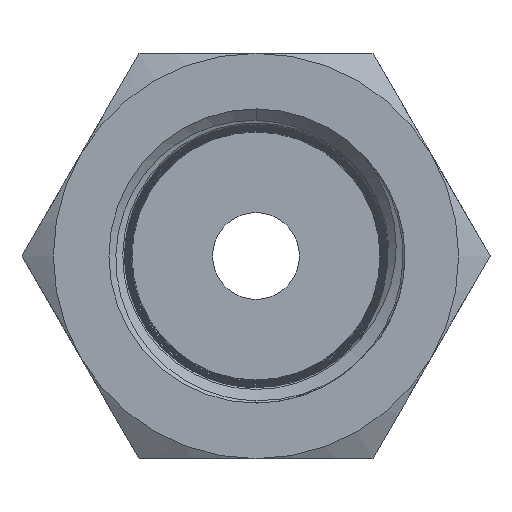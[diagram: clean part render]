
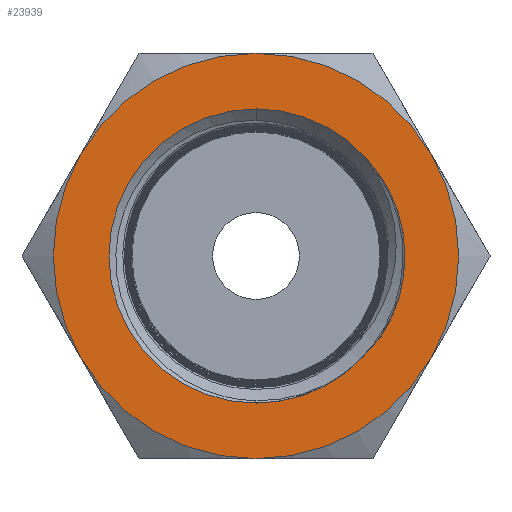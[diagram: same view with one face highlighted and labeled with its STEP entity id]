
A CAD part, front view. The second image highlights one B-rep face of the part: STEP entity #23939.
In plain terms, the highlighted planar face has unit normal (0, -1, 0).
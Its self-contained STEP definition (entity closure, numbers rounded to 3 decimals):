
#797 = CARTESIAN_POINT ( 'NONE',  ( 3.738, -14.22, 3.441 ) ) ;
#1104 = VERTEX_POINT ( 'NONE', #10108 ) ;
#1492 = CARTESIAN_POINT ( 'NONE',  ( 4.183, -14.22, 2.948 ) ) ;
#1524 = AXIS2_PLACEMENT_3D ( 'NONE', #20985, #6505, #23427 ) ;
#1583 = CARTESIAN_POINT ( 'NONE',  ( 4.105, -14.22, -3.053 ) ) ;
#1754 = CARTESIAN_POINT ( 'NONE',  ( 0., -14.22, 0. ) ) ;
#2451 = CARTESIAN_POINT ( 'NONE',  ( 0., -14.22, 0. ) ) ;
#2551 = ORIENTED_EDGE ( 'NONE', *, *, #17453, .T. ) ;
#2653 = ORIENTED_EDGE ( 'NONE', *, *, #27727, .T. ) ;
#2681 = VERTEX_POINT ( 'NONE', #14289 ) ;
#2952 = VERTEX_POINT ( 'NONE', #5728 ) ;
#3239 = CARTESIAN_POINT ( 'NONE',  ( 3.738, -14.22, 3.441 ) ) ;
#3620 = CARTESIAN_POINT ( 'NONE',  ( 3.663, -14.22, -3.52 ) ) ;
#3666 = ORIENTED_EDGE ( 'NONE', *, *, #31114, .T. ) ;
#3928 = CARTESIAN_POINT ( 'NONE',  ( 4.683, -14.22, 2.116 ) ) ;
#4031 = CARTESIAN_POINT ( 'NONE',  ( 3.663, -14.22, -3.52 ) ) ;
#4136 = ORIENTED_EDGE ( 'NONE', *, *, #25387, .T. ) ;
#4194 = DIRECTION ( 'NONE',  ( 0., 0., 1. ) ) ;
#4408 = EDGE_CURVE ( 'NONE', #21100, #22630, #13385, .T. ) ;
#4573 = DIRECTION ( 'NONE',  ( 0., 1., 0. ) ) ;
#4783 = VERTEX_POINT ( 'NONE', #16415 ) ;
#4868 = DIRECTION ( 'NONE',  ( 0., 0., 1. ) ) ;
#5024 = CARTESIAN_POINT ( 'NONE',  ( 0., -14.22, 0. ) ) ;
#5445 = AXIS2_PLACEMENT_3D ( 'NONE', #19029, #4573, #21489 ) ;
#5580 = CIRCLE ( 'NONE', #19093, 5.081 ) ;
#5652 = CARTESIAN_POINT ( 'NONE',  ( 3.746, -14.22, 3.434 ) ) ;
#5728 = CARTESIAN_POINT ( 'NONE',  ( 0., -14.22, -7. ) ) ;
#6341 = CARTESIAN_POINT ( 'NONE',  ( 5.006, -14.22, 1.212 ) ) ;
#6505 = DIRECTION ( 'NONE',  ( 0., 1., 0. ) ) ;
#6518 = ORIENTED_EDGE ( 'NONE', *, *, #4408, .F. ) ;
#6845 = ORIENTED_EDGE ( 'NONE', *, *, #26244, .F. ) ;
#7425 = DIRECTION ( 'NONE',  ( 0., 0., 1. ) ) ;
#7625 = CIRCLE ( 'NONE', #29804, 7. ) ;
#7659 = CARTESIAN_POINT ( 'NONE',  ( 3.749, -14.22, 3.43 ) ) ;
#7844 = CIRCLE ( 'NONE', #22337, 7. ) ;
#7881 = EDGE_CURVE ( 'NONE', #1104, #15411, #7844, .T. ) ;
#8745 = CARTESIAN_POINT ( 'NONE',  ( 5.148, -14.22, 0.253 ) ) ;
#8971 = EDGE_CURVE ( 'NONE', #4783, #2681, #25952, .T. ) ;
#9039 = CARTESIAN_POINT ( 'NONE',  ( 0., -14.22, 0. ) ) ;
#9392 = B_SPLINE_CURVE_WITH_KNOTS ( 'NONE', 3,
 ( #13510, #28019, #1492, #18380, #3928, #20805, #6341, #23250, #8745, #25683, #11198, #28116, #13607, #30532, #16058, #1583, #18482, #4031 ),
 .UNSPECIFIED., .F., .F.,
 ( 4, 2, 2, 2, 2, 2, 2, 2, 4 ),
 ( 0., 0.001, 0.002, 0.003, 0.004, 0.005, 0.006, 0.007, 0.008 ),
 .UNSPECIFIED. ) ;
#9919 = B_SPLINE_CURVE_WITH_KNOTS ( 'NONE', 3,
 ( #3239, #17706, #5652, #22566 ),
 .UNSPECIFIED., .F., .F.,
 ( 4, 4 ),
 ( 0.008, 0.008 ),
 .UNSPECIFIED. ) ;
#10108 = CARTESIAN_POINT ( 'NONE',  ( 0., -14.22, 7. ) ) ;
#10154 = AXIS2_PLACEMENT_3D ( 'NONE', #25348, #10865, #27776 ) ;
#10310 = CARTESIAN_POINT ( 'NONE',  ( 0., -14.22, 0. ) ) ;
#10865 = DIRECTION ( 'NONE',  ( 0., -1., 0. ) ) ;
#10886 = CIRCLE ( 'NONE', #10154, 7. ) ;
#10976 = CIRCLE ( 'NONE', #5445, 7. ) ;
#11003 = CARTESIAN_POINT ( 'NONE',  ( -6.062, -14.22, 3.5 ) ) ;
#11088 = VERTEX_POINT ( 'NONE', #7659 ) ;
#11198 = CARTESIAN_POINT ( 'NONE',  ( 5.104, -14.22, -0.712 ) ) ;
#11472 = DIRECTION ( 'NONE',  ( 0., 0., 1. ) ) ;
#11665 = DIRECTION ( 'NONE',  ( 0., 1., 0. ) ) ;
#12127 = DIRECTION ( 'NONE',  ( 0., 1., 0. ) ) ;
#12319 = EDGE_CURVE ( 'NONE', #2952, #21100, #10976, .T. ) ;
#12747 = DIRECTION ( 'NONE',  ( 0., 0., 1. ) ) ;
#12959 = EDGE_LOOP ( 'NONE', ( #3666, #30650, #2551, #4136, #2653 ) ) ;
#12974 = FACE_OUTER_BOUND ( 'NONE', #23512, .T. ) ;
#13385 = CIRCLE ( 'NONE', #27536, 7. ) ;
#13510 = CARTESIAN_POINT ( 'NONE',  ( 3.749, -14.22, 3.43 ) ) ;
#13607 = CARTESIAN_POINT ( 'NONE',  ( 4.875, -14.22, -1.647 ) ) ;
#14289 = CARTESIAN_POINT ( 'NONE',  ( 0., -14.22, 5.081 ) ) ;
#14610 = ORIENTED_EDGE ( 'NONE', *, *, #12319, .F. ) ;
#15411 = VERTEX_POINT ( 'NONE', #25453 ) ;
#16058 = CARTESIAN_POINT ( 'NONE',  ( 4.467, -14.22, -2.524 ) ) ;
#16415 = CARTESIAN_POINT ( 'NONE',  ( 0., -14.22, -5.081 ) ) ;
#16688 = AXIS2_PLACEMENT_3D ( 'NONE', #1754, #18647, #4194 ) ;
#17453 = EDGE_CURVE ( 'NONE', #2681, #18431, #20436, .T. ) ;
#17706 = CARTESIAN_POINT ( 'NONE',  ( 3.742, -14.22, 3.437 ) ) ;
#18380 = CARTESIAN_POINT ( 'NONE',  ( 4.535, -14.22, 2.405 ) ) ;
#18431 = VERTEX_POINT ( 'NONE', #797 ) ;
#18482 = CARTESIAN_POINT ( 'NONE',  ( 3.899, -14.22, -3.298 ) ) ;
#18647 = DIRECTION ( 'NONE',  ( 0., 1., 0. ) ) ;
#19029 = CARTESIAN_POINT ( 'NONE',  ( 0., -14.22, 0. ) ) ;
#19093 = AXIS2_PLACEMENT_3D ( 'NONE', #26601, #12127, #29051 ) ;
#19335 = DIRECTION ( 'NONE',  ( 0., 1., 0. ) ) ;
#19450 = ORIENTED_EDGE ( 'NONE', *, *, #29761, .F. ) ;
#19935 = VERTEX_POINT ( 'NONE', #26174 ) ;
#20436 = CIRCLE ( 'NONE', #21562, 5.081 ) ;
#20805 = CARTESIAN_POINT ( 'NONE',  ( 4.918, -14.22, 1.52 ) ) ;
#20985 = CARTESIAN_POINT ( 'NONE',  ( 0., -14.22, 0. ) ) ;
#21100 = VERTEX_POINT ( 'NONE', #30727 ) ;
#21489 = DIRECTION ( 'NONE',  ( 0., 0., 1. ) ) ;
#21562 = AXIS2_PLACEMENT_3D ( 'NONE', #10310, #27223, #12747 ) ;
#21861 = EDGE_CURVE ( 'NONE', #2952, #19935, #10886, .T. ) ;
#21951 = DIRECTION ( 'NONE',  ( 0., 1., 0. ) ) ;
#22337 = AXIS2_PLACEMENT_3D ( 'NONE', #2451, #19335, #4868 ) ;
#22566 = CARTESIAN_POINT ( 'NONE',  ( 3.749, -14.22, 3.43 ) ) ;
#22630 = VERTEX_POINT ( 'NONE', #11003 ) ;
#22695 = CIRCLE ( 'NONE', #31159, 7. ) ;
#23250 = CARTESIAN_POINT ( 'NONE',  ( 5.122, -14.22, 0.573 ) ) ;
#23427 = DIRECTION ( 'NONE',  ( 0., 0., 1. ) ) ;
#23512 = EDGE_LOOP ( 'NONE', ( #29279, #6845, #6518, #14610, #28906, #19450 ) ) ;
#23939 = ADVANCED_FACE ( 'NONE', ( #25826, #12974 ), #28088, .F. ) ;
#25348 = CARTESIAN_POINT ( 'NONE',  ( 0., -14.22, 0. ) ) ;
#25387 = EDGE_CURVE ( 'NONE', #18431, #11088, #9919, .T. ) ;
#25453 = CARTESIAN_POINT ( 'NONE',  ( 6.062, -14.22, 3.5 ) ) ;
#25683 = CARTESIAN_POINT ( 'NONE',  ( 5.14, -14.22, -0.387 ) ) ;
#25826 = FACE_BOUND ( 'NONE', #12959, .T. ) ;
#25952 = CIRCLE ( 'NONE', #16688, 5.081 ) ;
#25963 = DIRECTION ( 'NONE',  ( 0., 1., 0. ) ) ;
#26153 = CARTESIAN_POINT ( 'NONE',  ( 0., -14.22, 0. ) ) ;
#26174 = CARTESIAN_POINT ( 'NONE',  ( 6.062, -14.22, -3.5 ) ) ;
#26244 = EDGE_CURVE ( 'NONE', #22630, #1104, #22695, .T. ) ;
#26601 = CARTESIAN_POINT ( 'NONE',  ( 0., -14.22, 0. ) ) ;
#27223 = DIRECTION ( 'NONE',  ( 0., 1., 0. ) ) ;
#27536 = AXIS2_PLACEMENT_3D ( 'NONE', #5024, #21951, #7425 ) ;
#27682 = VERTEX_POINT ( 'NONE', #3620 ) ;
#27727 = EDGE_CURVE ( 'NONE', #11088, #27682, #9392, .T. ) ;
#27776 = DIRECTION ( 'NONE',  ( 0., 0., -1. ) ) ;
#28019 = CARTESIAN_POINT ( 'NONE',  ( 3.981, -14.22, 3.202 ) ) ;
#28088 = PLANE ( 'NONE',  #1524 ) ;
#28116 = CARTESIAN_POINT ( 'NONE',  ( 4.972, -14.22, -1.342 ) ) ;
#28582 = DIRECTION ( 'NONE',  ( 0., 0., 1. ) ) ;
#28906 = ORIENTED_EDGE ( 'NONE', *, *, #21861, .T. ) ;
#29051 = DIRECTION ( 'NONE',  ( 0., 0., 1. ) ) ;
#29279 = ORIENTED_EDGE ( 'NONE', *, *, #7881, .F. ) ;
#29761 = EDGE_CURVE ( 'NONE', #15411, #19935, #7625, .T. ) ;
#29804 = AXIS2_PLACEMENT_3D ( 'NONE', #26153, #11665, #28582 ) ;
#30532 = CARTESIAN_POINT ( 'NONE',  ( 4.624, -14.22, -2.237 ) ) ;
#30650 = ORIENTED_EDGE ( 'NONE', *, *, #8971, .T. ) ;
#30727 = CARTESIAN_POINT ( 'NONE',  ( -6.062, -14.22, -3.5 ) ) ;
#31114 = EDGE_CURVE ( 'NONE', #27682, #4783, #5580, .T. ) ;
#31159 = AXIS2_PLACEMENT_3D ( 'NONE', #9039, #25963, #11472 ) ;
